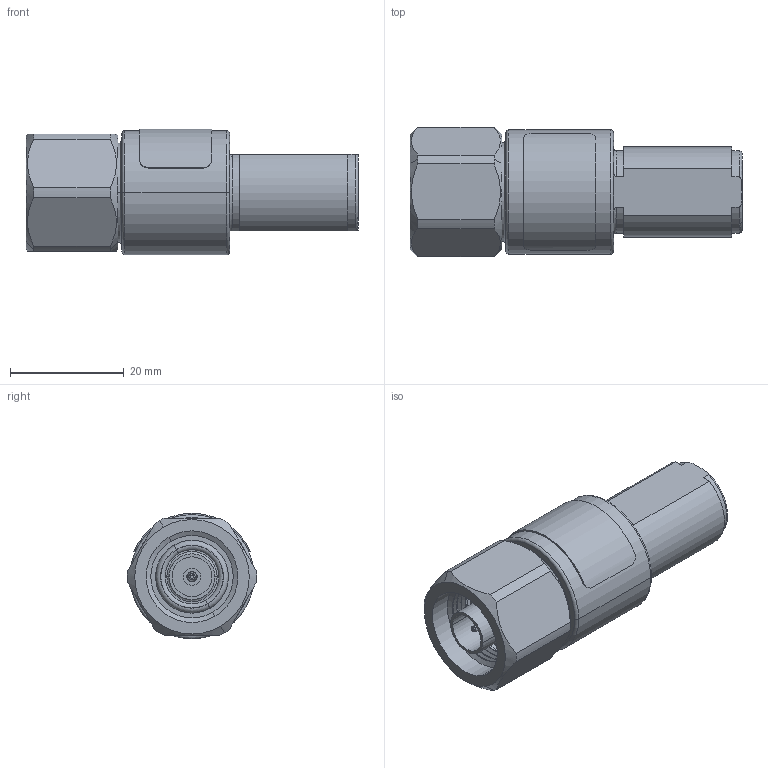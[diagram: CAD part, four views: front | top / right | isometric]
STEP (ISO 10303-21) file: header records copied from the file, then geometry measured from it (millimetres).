
FILE_DESCRIPTION (( 'STEP AP214' ), '1' );
FILE_NAME ('LCSP1041.STEP', '2018-04-04T19:34:52', ( '' ), ( '' ), 'SwSTEP 2.0', 'SolidWorks 2017', '' );
FILE_SCHEMA (( 'AUTOMOTIVE_DESIGN' ));
Length unit declared in the file: inch
Products named in the file (11): 7040-0049; 5800-0139; 7040-0062; 1909-0001; 1502-0708; 3001-0040-02; 2811-0020; 5800-0137; LCSP1041; 2003-3403_BL; 4035-0048
Assembly tree (11 placements, depth 2):
  LCSP1041
    5800-0137
    5800-0139
    1502-0708
    1909-0001
    2811-0020  x2
    3001-0040-02
    4035-0048
    7040-0049
    7040-0062
    2003-3403_BL
Bounding box: 58.42 x 22.85 x 22.1 mm (x, y, z)
Volume: 12531.1 mm3; surface area: 12912.8 mm2
Topology: 11 solids, 11 shells, 558 faces, 1415 edges, 909 vertices
Faces by surface type: cylinder 260, plane 206, cone 52, torus 40
Entity records: 17797 total; most frequent: CARTESIAN_POINT 3368, DIRECTION 3093, ORIENTED_EDGE 2786, EDGE_CURVE 1393, AXIS2_PLACEMENT_3D 1186, VERTEX_POINT 897, VECTOR 721, LINE 721
